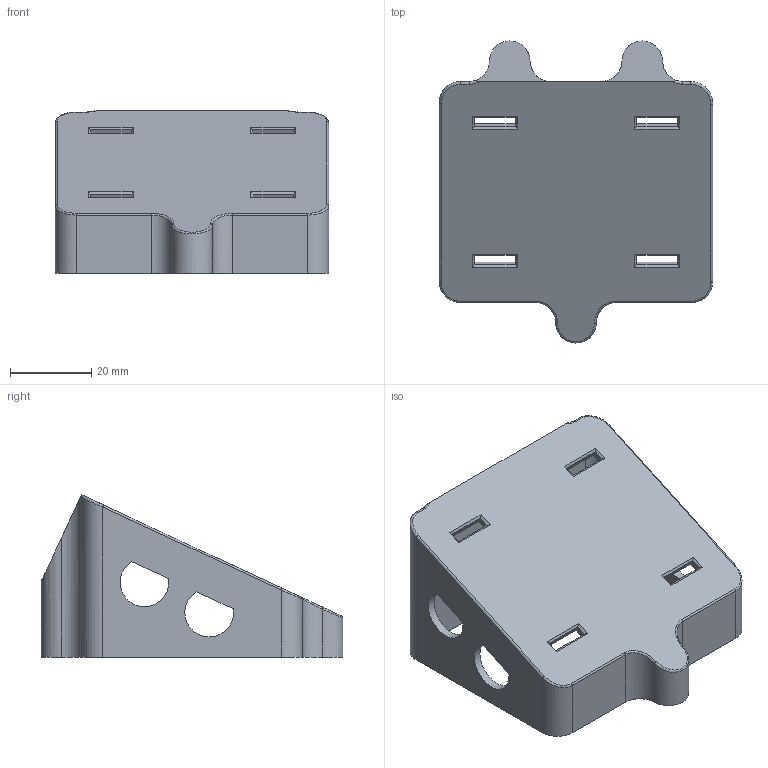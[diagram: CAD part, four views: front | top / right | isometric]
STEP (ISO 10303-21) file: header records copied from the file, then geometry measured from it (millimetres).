
FILE_DESCRIPTION(/* description */ (''),/* implementation_level */ '2;1');
FILE_NAME(/* name */ 'Base.step',/* time_stamp */ '2025-04-22T21:38:29-04:00',/* author */ (''),/* organization */ (''),/* preprocessor_version */ 'ST-DEVELOPER v20',/* originating_system */ 'Autodesk Translation Framework v13.20.0.188',/* authorisation */ '');
FILE_SCHEMA (('AUTOMOTIVE_DESIGN { 1 0 10303 214 3 1 1 }'));
Length unit declared in the file: millimetre
Products named in the file (1): Base
Bounding box: 67.4 x 74.4 x 40 mm (x, y, z)
Volume: 25983.6 mm3; surface area: 20742 mm2
Topology: 1 solids, 1 shells, 112 faces, 282 edges, 176 vertices
Faces by surface type: plane 66, cylinder 35, bspline 9, torus 2
Full cylindrical faces by diameter (mm): 4.4 x3
Entity records: 3667 total; most frequent: CARTESIAN_POINT 901, ORIENTED_EDGE 564, DIRECTION 557, EDGE_CURVE 282, LINE 195, VECTOR 195, AXIS2_PLACEMENT_3D 181, VERTEX_POINT 176
